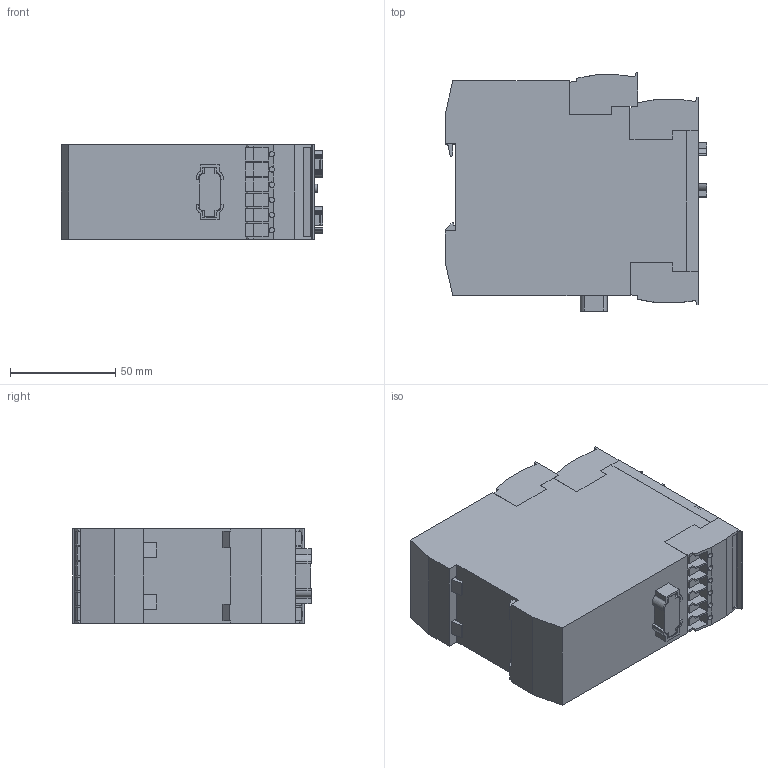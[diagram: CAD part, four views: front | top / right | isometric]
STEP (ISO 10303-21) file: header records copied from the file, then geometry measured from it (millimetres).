
FILE_DESCRIPTION (( 'STEP AP214' ), '1' );
FILE_NAME ('3RK3111-2AA10.STEP', '2011-02-22T10:15:41', ( 'Uwe Förster' ), ( 'Siemens and Partners' ), 'SwSTEP 2.0', 'SolidWorks 2011', '' );
FILE_SCHEMA (( 'AUTOMOTIVE_DESIGN' ));
Length unit declared in the file: millimetre
Products named in the file (1): 3RK3111-2AA10
Bounding box: 124 x 113 x 45 mm (x, y, z)
Volume: 519903.9 mm3; surface area: 61056.1 mm2
Topology: 1 solids, 1 shells, 1670 faces, 4535 edges, 3011 vertices
Faces by surface type: plane 1203, bspline 431, cylinder 36
Entity records: 88369 total; most frequent: CARTESIAN_POINT 31861, ORIENTED_EDGE 9070, DIRECTION 6015, EDGE_CURVE 4535, LINE 3427, VECTOR 3427, VERTEX_POINT 3011, EDGE_LOOP 1822
